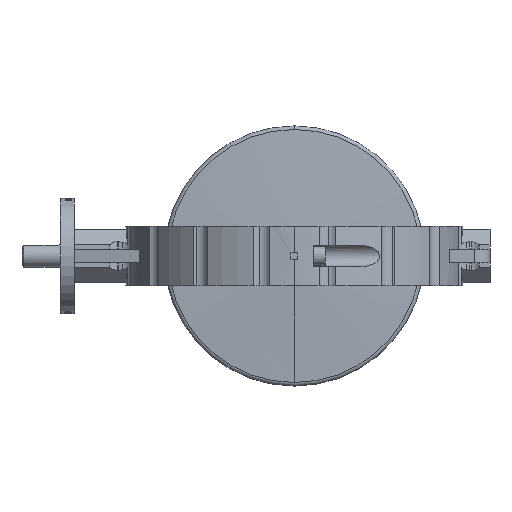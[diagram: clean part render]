
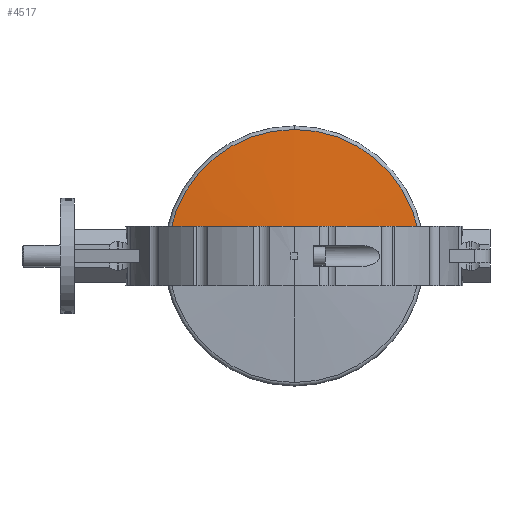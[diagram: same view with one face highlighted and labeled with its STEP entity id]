
A CAD part, left-side view. The second image highlights one B-rep face of the part: STEP entity #4517.
In plain terms, the highlighted conical face has half-angle 86.962 degrees and reference radius 164.865 mm.
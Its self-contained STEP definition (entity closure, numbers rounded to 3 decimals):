
#44 = DIRECTION ( 'NONE',  ( -1., 0., 0. ) ) ;
#280 = CARTESIAN_POINT ( 'NONE',  ( -13.193, -16.867, 29.702 ) ) ;
#327 = CARTESIAN_POINT ( 'NONE',  ( -10.743, 74.166, 30.675 ) ) ;
#1580 = CARTESIAN_POINT ( 'NONE',  ( -13.397, -6.746, 29.61 ) ) ;
#1591 = ORIENTED_EDGE ( 'NONE', *, *, #5042, .T. ) ;
#1640 = CARTESIAN_POINT ( 'NONE',  ( -9.044, 107.853, 31.225 ) ) ;
#2544 = ORIENTED_EDGE ( 'NONE', *, *, #8723, .T. ) ;
#2839 = CARTESIAN_POINT ( 'NONE',  ( -7.655, -134.799, 31.594 ) ) ;
#2885 = CARTESIAN_POINT ( 'NONE',  ( -13.429, 3.383, 29.596 ) ) ;
#2935 = CARTESIAN_POINT ( 'NONE',  ( -6.954, 148.276, 31.755 ) ) ;
#3146 = DIRECTION ( 'NONE',  ( 1., 0., 0. ) ) ;
#3270 = DIRECTION ( 'NONE',  ( -1., 0., 0. ) ) ;
#4152 = CARTESIAN_POINT ( 'NONE',  ( -9.734, -94.371, 31.016 ) ) ;
#4205 = CARTESIAN_POINT ( 'NONE',  ( -13.279, 13.507, 29.664 ) ) ;
#4517 = ADVANCED_FACE ( 'NONE', ( #16515 ), #5837, .T. ) ;
#4703 = CARTESIAN_POINT ( 'NONE',  ( -6.251, 0., 164.865 ) ) ;
#4969 = ORIENTED_EDGE ( 'NONE', *, *, #15865, .F. ) ;
#5042 = EDGE_CURVE ( 'NONE', #14814, #9751, #8221, .T. ) ;
#5438 = CARTESIAN_POINT ( 'NONE',  ( -11.075, -67.419, 30.557 ) ) ;
#5499 = CARTESIAN_POINT ( 'NONE',  ( -12.885, 26.995, 29.838 ) ) ;
#5746 = CARTESIAN_POINT ( 'NONE',  ( -6.251, 0., 0. ) ) ;
#5837 = CONICAL_SURFACE ( 'NONE', #14586, 164.865, 1.518 ) ;
#6709 = CARTESIAN_POINT ( 'NONE',  ( -12.034, -47.203, 30.192 ) ) ;
#6749 = CARTESIAN_POINT ( 'NONE',  ( -12.033, 47.214, 30.192 ) ) ;
#7025 = AXIS2_PLACEMENT_3D ( 'NONE', #7757, #44, #9050 ) ;
#7733 = CARTESIAN_POINT ( 'NONE',  ( -6.251, -161.751, 31.893 ) ) ;
#7757 = CARTESIAN_POINT ( 'NONE',  ( -6.251, 0., 0. ) ) ;
#7987 = CARTESIAN_POINT ( 'NONE',  ( -12.885, -26.982, 29.837 ) ) ;
#8048 = CARTESIAN_POINT ( 'NONE',  ( -11.075, 67.428, 30.557 ) ) ;
#8221 = CIRCLE ( 'NONE', #7025, 164.865 ) ;
#8453 = VERTEX_POINT ( 'NONE', #7733 ) ;
#8723 = EDGE_CURVE ( 'NONE', #8453, #14814, #13090, .T. ) ;
#9020 = CARTESIAN_POINT ( 'NONE',  ( -6.251, -161.751, 31.893 ) ) ;
#9050 = DIRECTION ( 'NONE',  ( 0., 0., 1. ) ) ;
#9297 = CARTESIAN_POINT ( 'NONE',  ( -13.279, -13.494, 29.664 ) ) ;
#9348 = CARTESIAN_POINT ( 'NONE',  ( -9.734, 94.378, 31.016 ) ) ;
#9751 = VERTEX_POINT ( 'NONE', #12749 ) ;
#10580 = CARTESIAN_POINT ( 'NONE',  ( -13.43, -3.371, 29.596 ) ) ;
#10630 = CARTESIAN_POINT ( 'NONE',  ( -7.655, 134.801, 31.594 ) ) ;
#10952 = CARTESIAN_POINT ( 'NONE',  ( -6.251, 0., 0. ) ) ;
#11824 = CARTESIAN_POINT ( 'NONE',  ( -9.044, -107.847, 31.224 ) ) ;
#11880 = CARTESIAN_POINT ( 'NONE',  ( -13.397, 6.759, 29.61 ) ) ;
#11933 = CARTESIAN_POINT ( 'NONE',  ( -6.251, 161.751, 31.893 ) ) ;
#12162 = B_SPLINE_CURVE_WITH_KNOTS ( 'NONE', 3,
 ( #9020, #13068, #2839, #11824, #4152, #13128, #5438, #14422, #6709, #15723, #7987, #280, #9297, #1580, #10580, #2885, #11880, #4205, #13176, #5499, #14482, #6749, #15770, #8048, #327, #9348, #1640, #10630, #2935, #11933 ),
 .UNSPECIFIED., .F., .F.,
 ( 4, 2, 2, 2, 2, 2, 2, 2, 2, 2, 2, 2, 2, 2, 4 ),
 ( 0.017, 0.057, 0.098, 0.118, 0.138, 0.158, 0.169, 0.179, 0.189, 0.199, 0.219, 0.239, 0.26, 0.3, 0.341 ),
 .UNSPECIFIED. ) ;
#12250 = DIRECTION ( 'NONE',  ( 0., 0., 1. ) ) ;
#12370 = AXIS2_PLACEMENT_3D ( 'NONE', #10952, #3270, #12250 ) ;
#12749 = CARTESIAN_POINT ( 'NONE',  ( -6.251, 161.751, 31.893 ) ) ;
#13068 = CARTESIAN_POINT ( 'NONE',  ( -6.954, -148.275, 31.755 ) ) ;
#13090 = CIRCLE ( 'NONE', #12370, 164.865 ) ;
#13128 = CARTESIAN_POINT ( 'NONE',  ( -10.743, -74.157, 30.675 ) ) ;
#13176 = CARTESIAN_POINT ( 'NONE',  ( -13.193, 16.879, 29.702 ) ) ;
#14422 = CARTESIAN_POINT ( 'NONE',  ( -11.72, -53.942, 30.315 ) ) ;
#14482 = CARTESIAN_POINT ( 'NONE',  ( -12.615, 33.735, 29.953 ) ) ;
#14586 = AXIS2_PLACEMENT_3D ( 'NONE', #5746, #3146, #14746 ) ;
#14746 = DIRECTION ( 'NONE',  ( 0., 0., -1. ) ) ;
#14755 = EDGE_LOOP ( 'NONE', ( #4969, #2544, #1591 ) ) ;
#14814 = VERTEX_POINT ( 'NONE', #4703 ) ;
#15723 = CARTESIAN_POINT ( 'NONE',  ( -12.616, -33.723, 29.953 ) ) ;
#15770 = CARTESIAN_POINT ( 'NONE',  ( -11.72, 53.952, 30.315 ) ) ;
#15865 = EDGE_CURVE ( 'NONE', #8453, #9751, #12162, .T. ) ;
#16515 = FACE_OUTER_BOUND ( 'NONE', #14755, .T. ) ;
